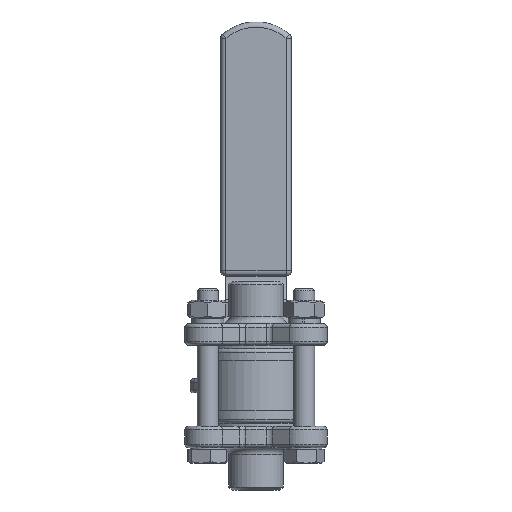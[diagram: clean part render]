
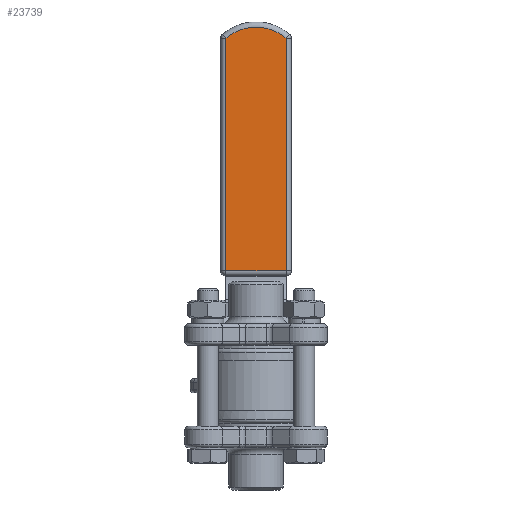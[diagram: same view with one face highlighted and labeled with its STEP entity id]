
A CAD part, front view. The second image highlights one B-rep face of the part: STEP entity #23739.
In plain terms, the highlighted planar face has unit normal (0, -1, 0).
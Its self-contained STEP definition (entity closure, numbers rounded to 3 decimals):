
#1855=PLANE('',#25493);
#3250=LINE('',#41291,#4924);
#3252=LINE('',#41294,#4926);
#3254=LINE('',#41297,#4928);
#4924=VECTOR('',#29754,10.);
#4926=VECTOR('',#29758,10.);
#4928=VECTOR('',#29762,10.);
#6607=FACE_OUTER_BOUND('',#8027,.T.);
#8027=EDGE_LOOP('',(#19583,#19584,#19585,#19586));
#9036=CIRCLE('',#25482,13.);
#10649=VERTEX_POINT('',#41201);
#10652=VERTEX_POINT('',#41208);
#10655=VERTEX_POINT('',#41215);
#10663=VERTEX_POINT('',#41236);
#13685=EDGE_CURVE('',#10652,#10663,#9036,.T.);
#13687=EDGE_CURVE('',#10663,#10655,#3250,.T.);
#13689=EDGE_CURVE('',#10655,#10649,#3252,.T.);
#13691=EDGE_CURVE('',#10649,#10652,#3254,.T.);
#19583=ORIENTED_EDGE('',*,*,#13685,.F.);
#19584=ORIENTED_EDGE('',*,*,#13691,.F.);
#19585=ORIENTED_EDGE('',*,*,#13689,.F.);
#19586=ORIENTED_EDGE('',*,*,#13687,.F.);
#23739=ADVANCED_FACE('',(#6607),#1855,.F.);
#25482=AXIS2_PLACEMENT_3D('',#41288,#29748,#29749);
#25493=AXIS2_PLACEMENT_3D('',#41836,#29845,#29846);
#29748=DIRECTION('center_axis',(0.,1.,0.));
#29749=DIRECTION('ref_axis',(0.,0.,
1.));
#29754=DIRECTION('',(0.,0.,-1.));
#29758=DIRECTION('',(-1.,0.,0.));
#29762=DIRECTION('',(0.,0.,1.));
#29845=DIRECTION('center_axis',(0.,1.,0.));
#29846=DIRECTION('ref_axis',(0.,0.,1.));
#41201=CARTESIAN_POINT('',(-8.5,43.,32.5));
#41208=CARTESIAN_POINT('',(-8.5,43.,98.336));
#41215=CARTESIAN_POINT('',(8.5,43.,32.5));
#41236=CARTESIAN_POINT('',(8.5,43.,98.336));
#41288=CARTESIAN_POINT('Origin',(0.,43.,88.5));
#41291=CARTESIAN_POINT('',(8.5,43.,81.787));
#41294=CARTESIAN_POINT('',(5.,43.,32.5));
#41297=CARTESIAN_POINT('',(-8.5,43.,47.787));
#41836=CARTESIAN_POINT('Origin',(0.,43.,64.574));
